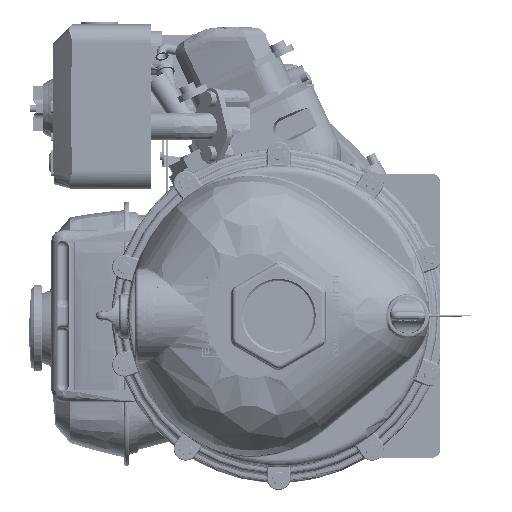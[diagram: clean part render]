
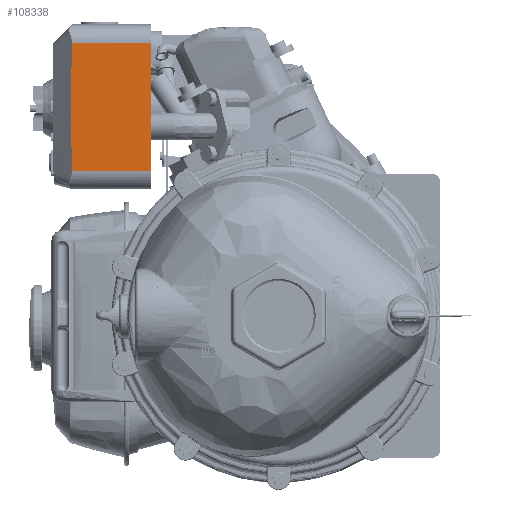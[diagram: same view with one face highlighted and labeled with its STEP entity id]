
A CAD part, left-side view. The second image highlights one B-rep face of the part: STEP entity #108338.
In plain terms, the highlighted face is planar.
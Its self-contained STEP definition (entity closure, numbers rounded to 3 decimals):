
#10397=CIRCLE('',#118241,1985.);
#12865=PLANE('',#118240);
#18590=FACE_OUTER_BOUND('',#24771,.T.);
#24771=EDGE_LOOP('',(#101157,#101158,#101159,#101160));
#35471=LINE('',#260850,#42682);
#35543=LINE('',#261814,#42754);
#35544=LINE('',#261816,#42755);
#42682=VECTOR('',#143442,104.);
#42754=VECTOR('',#143682,64.319);
#42755=VECTOR('',#143683,64.319);
#53206=VERTEX_POINT('',#260836);
#53212=VERTEX_POINT('',#260848);
#53279=VERTEX_POINT('',#261813);
#53280=VERTEX_POINT('',#261815);
#69197=EDGE_CURVE('',#53206,#53212,#35471,.F.);
#69315=EDGE_CURVE('',#53206,#53279,#35543,.T.);
#69316=EDGE_CURVE('',#53212,#53280,#35544,.T.);
#69317=EDGE_CURVE('',#53280,#53279,#10397,.T.);
#101157=ORIENTED_EDGE('',*,*,#69315,.F.);
#101158=ORIENTED_EDGE('',*,*,#69197,.T.);
#101159=ORIENTED_EDGE('',*,*,#69316,.T.);
#101160=ORIENTED_EDGE('',*,*,#69317,.T.);
#108338=ADVANCED_FACE('',(#18590),#12865,.F.);
#118240=AXIS2_PLACEMENT_3D('',#261812,#143680,#143681);
#118241=AXIS2_PLACEMENT_3D('',#261817,#143684,#143685);
#143442=DIRECTION('',(-1.,0.,0.));
#143680=DIRECTION('center_axis',(0.,1.,0.));
#143681=DIRECTION('ref_axis',(0.,0.,1.));
#143682=DIRECTION('',(0.,0.,1.));
#143683=DIRECTION('',(0.,0.,1.));
#143684=DIRECTION('center_axis',(0.,-1.,0.));
#143685=DIRECTION('ref_axis',(-0.026,0.,1.));
#260836=CARTESIAN_POINT('',(117.978,-88.66,129.25));
#260848=CARTESIAN_POINT('',(221.979,-88.66,129.25));
#260850=CARTESIAN_POINT('',(221.979,-88.66,129.25));
#261812=CARTESIAN_POINT('Origin',(236.979,-88.66,129.25));
#261813=CARTESIAN_POINT('',(117.978,-88.66,193.569));
#261814=CARTESIAN_POINT('',(117.978,-88.66,129.25));
#261815=CARTESIAN_POINT('',(221.979,-88.66,193.569));
#261816=CARTESIAN_POINT('',(221.979,-88.66,129.25));
#261817=CARTESIAN_POINT('Origin',(169.979,-88.66,-1790.75));
